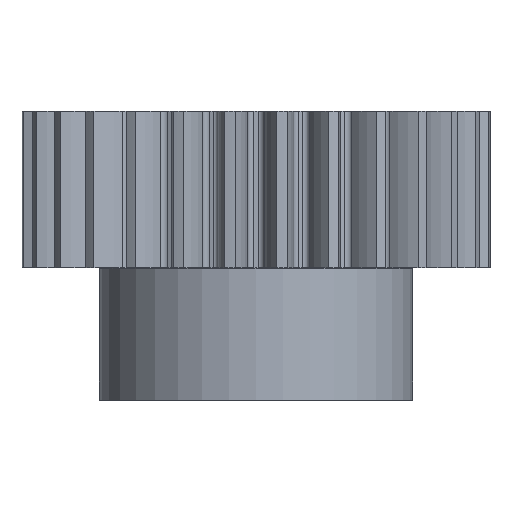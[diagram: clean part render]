
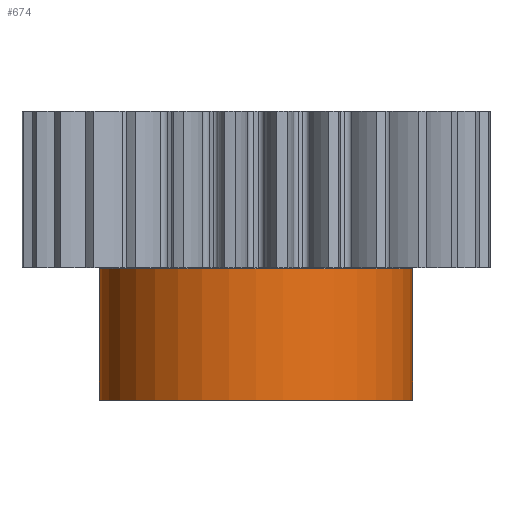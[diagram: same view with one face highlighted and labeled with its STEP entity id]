
A CAD part, front view. The second image highlights one B-rep face of the part: STEP entity #674.
In plain terms, the highlighted cylindrical face has radius 40 mm (diameter 80 mm), a partial arc.
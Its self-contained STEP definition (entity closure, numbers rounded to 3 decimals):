
#674=ADVANCED_FACE('NONE',(#1350),#1351,.T.);
#1350=FACE_OUTER_BOUND('',#2024,.T.);
#1351=CYLINDRICAL_SURFACE('',#2025,40.0);
#2024=EDGE_LOOP('',(#4168,#4169,#4170,#4171));
#2025=AXIS2_PLACEMENT_3D('',#4172,#4173,#4174);
#4168=ORIENTED_EDGE('',*,*,#4343,.F.);
#4169=ORIENTED_EDGE('',*,*,#5080,.T.);
#4170=ORIENTED_EDGE('',*,*,#4345,.T.);
#4171=ORIENTED_EDGE('',*,*,#4322,.T.);
#4172=CARTESIAN_POINT('',(0.0,0.0,-34.0));
#4173=DIRECTION('',(0.0,0.0,-1.0));
#4174=DIRECTION('',(1.0,0.0,0.0));
#4322=EDGE_CURVE('NONE',#5269,#5267,#5270,.T.);
#4343=EDGE_CURVE('NONE',#5294,#5267,#5303,.T.);
#4345=EDGE_CURVE('NONE',#5296,#5269,#5305,.T.);
#5080=EDGE_CURVE('NONE',#5294,#5296,#6376,.T.);
#5267=VERTEX_POINT('NONE',#6601);
#5269=VERTEX_POINT('NONE',#6603);
#5270=CIRCLE('',#6604,40.0);
#5294=VERTEX_POINT('NONE',#6632);
#5296=VERTEX_POINT('NONE',#6635);
#5303=LINE('',#6645,#6646);
#5305=LINE('',#6648,#6649);
#6376=CIRCLE('',#7888,40.0);
#6601=CARTESIAN_POINT('',(-40.0,0.,-0.2));
#6603=CARTESIAN_POINT('',(40.0,0.0,-0.2));
#6604=AXIS2_PLACEMENT_3D('',#8058,#8059,#8060);
#6632=CARTESIAN_POINT('',(-40.0,0.,-33.8));
#6635=CARTESIAN_POINT('',(40.0,0.0,-33.8));
#6645=CARTESIAN_POINT('',(-40.0,0.,-34.0));
#6646=VECTOR('',#8090,1000.0);
#6648=CARTESIAN_POINT('',(40.0,0.0,-34.0));
#6649=VECTOR('',#8094,1000.0);
#7888=AXIS2_PLACEMENT_3D('',#9391,#9392,#9393);
#8058=CARTESIAN_POINT('',(0.0,0.0,-0.2));
#8059=DIRECTION('',(0.0,0.0,-1.0));
#8060=DIRECTION('',(1.0,0.0,0.0));
#8090=DIRECTION('',(0.0,0.0,1.0));
#8094=DIRECTION('',(0.0,0.0,1.0));
#9391=CARTESIAN_POINT('',(0.0,0.0,-33.8));
#9392=DIRECTION('',(0.0,-0.0,1.0));
#9393=DIRECTION('',(1.0,0.0,0.0));
